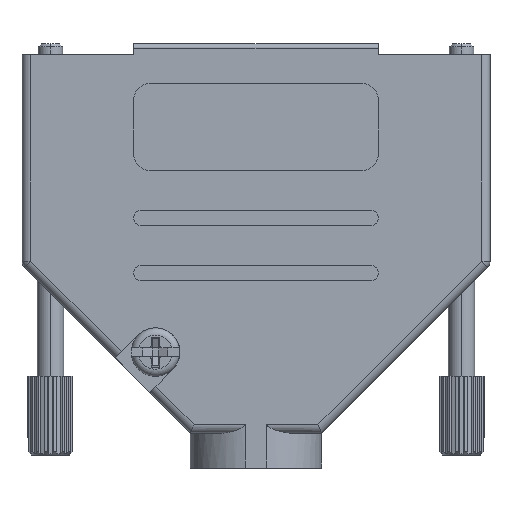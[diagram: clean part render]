
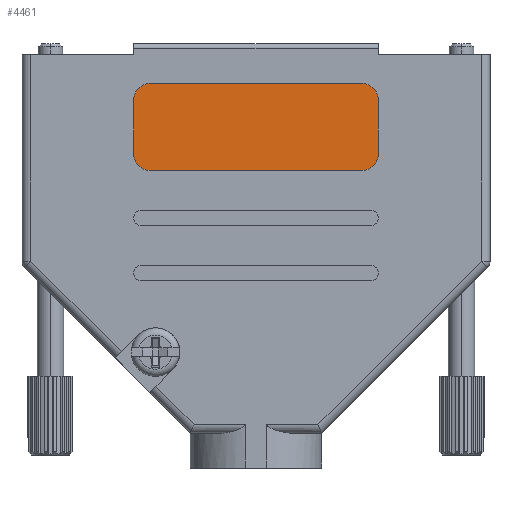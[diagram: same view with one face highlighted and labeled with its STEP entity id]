
A CAD part, front view. The second image highlights one B-rep face of the part: STEP entity #4461.
In plain terms, the highlighted planar face has unit normal (0, -1, 0).
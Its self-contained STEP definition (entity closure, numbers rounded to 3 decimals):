
#270 = EDGE_CURVE ( 'NONE', #4870, #14241, #8868, .T. ) ;
#327 = EDGE_CURVE ( 'NONE', #834, #3594, #11253, .T. ) ;
#337 = DIRECTION ( 'NONE',  ( 0., 0., 1. ) ) ;
#420 = ORIENTED_EDGE ( 'NONE', *, *, #10817, .T. ) ;
#429 = AXIS2_PLACEMENT_3D ( 'NONE', #9980, #2063, #15037 ) ;
#501 = CARTESIAN_POINT ( 'NONE',  ( 12., -7.1, -6.5 ) ) ;
#774 = ORIENTED_EDGE ( 'NONE', *, *, #7620, .T. ) ;
#775 = CARTESIAN_POINT ( 'NONE',  ( -12., -7.1, -12.5 ) ) ;
#834 = VERTEX_POINT ( 'NONE', #3250 ) ;
#1477 = VERTEX_POINT ( 'NONE', #5064 ) ;
#2063 = DIRECTION ( 'NONE',  ( 0., -1., 0. ) ) ;
#2069 = CARTESIAN_POINT ( 'NONE',  ( 14., -7.1, -12.5 ) ) ;
#2652 = DIRECTION ( 'NONE',  ( 0., -1., 0. ) ) ;
#3102 = ORIENTED_EDGE ( 'NONE', *, *, #327, .T. ) ;
#3250 = CARTESIAN_POINT ( 'NONE',  ( 12., -7.1, -14.5 ) ) ;
#3274 = AXIS2_PLACEMENT_3D ( 'NONE', #775, #14760, #13453 ) ;
#3515 = ORIENTED_EDGE ( 'NONE', *, *, #13896, .T. ) ;
#3594 = VERTEX_POINT ( 'NONE', #2069 ) ;
#3669 = VERTEX_POINT ( 'NONE', #8711 ) ;
#3750 = AXIS2_PLACEMENT_3D ( 'NONE', #501, #15639, #9354 ) ;
#3770 = DIRECTION ( 'NONE',  ( -1., 0., 0. ) ) ;
#4189 = CARTESIAN_POINT ( 'NONE',  ( 14., -7.1, -6.5 ) ) ;
#4362 = CIRCLE ( 'NONE', #5961, 2. ) ;
#4366 = CARTESIAN_POINT ( 'NONE',  ( 12., -7.1, -14.5 ) ) ;
#4461 = ADVANCED_FACE ( 'NONE', ( #6862 ), #8266, .F. ) ;
#4769 = LINE ( 'NONE', #8757, #11794 ) ;
#4870 = VERTEX_POINT ( 'NONE', #13902 ) ;
#5064 = CARTESIAN_POINT ( 'NONE',  ( 14., -7.1, -6.5 ) ) ;
#5644 = EDGE_CURVE ( 'NONE', #6297, #7492, #6180, .T. ) ;
#5961 = AXIS2_PLACEMENT_3D ( 'NONE', #9068, #2652, #6569 ) ;
#6180 = LINE ( 'NONE', #10998, #16099 ) ;
#6297 = VERTEX_POINT ( 'NONE', #9471 ) ;
#6569 = DIRECTION ( 'NONE',  ( 0., 0., 1. ) ) ;
#6862 = FACE_OUTER_BOUND ( 'NONE', #12454, .T. ) ;
#7103 = CIRCLE ( 'NONE', #429, 2. ) ;
#7492 = VERTEX_POINT ( 'NONE', #9238 ) ;
#7620 = EDGE_CURVE ( 'NONE', #14241, #834, #9527, .T. ) ;
#8266 = PLANE ( 'NONE',  #3750 ) ;
#8711 = CARTESIAN_POINT ( 'NONE',  ( -14., -7.1, -6.5 ) ) ;
#8757 = CARTESIAN_POINT ( 'NONE',  ( -14., -7.1, -6.5 ) ) ;
#8868 = CIRCLE ( 'NONE', #3274, 2. ) ;
#9020 = LINE ( 'NONE', #4189, #14814 ) ;
#9068 = CARTESIAN_POINT ( 'NONE',  ( 12., -7.1, -6.5 ) ) ;
#9238 = CARTESIAN_POINT ( 'NONE',  ( -12., -7.1, -4.5 ) ) ;
#9354 = DIRECTION ( 'NONE',  ( 0., 0., 1. ) ) ;
#9471 = CARTESIAN_POINT ( 'NONE',  ( 12., -7.1, -4.5 ) ) ;
#9527 = LINE ( 'NONE', #4366, #13542 ) ;
#9562 = ORIENTED_EDGE ( 'NONE', *, *, #15751, .T. ) ;
#9622 = DIRECTION ( 'NONE',  ( 0., 0., 1. ) ) ;
#9980 = CARTESIAN_POINT ( 'NONE',  ( -12., -7.1, -6.5 ) ) ;
#10817 = EDGE_CURVE ( 'NONE', #7492, #3669, #7103, .T. ) ;
#10998 = CARTESIAN_POINT ( 'NONE',  ( 12., -7.1, -4.5 ) ) ;
#11108 = CARTESIAN_POINT ( 'NONE',  ( 12., -7.1, -12.5 ) ) ;
#11253 = CIRCLE ( 'NONE', #14953, 2. ) ;
#11794 = VECTOR ( 'NONE', #12416, 1000. ) ;
#11895 = ORIENTED_EDGE ( 'NONE', *, *, #12384, .T. ) ;
#12012 = DIRECTION ( 'NONE',  ( 1., 0., 0. ) ) ;
#12384 = EDGE_CURVE ( 'NONE', #3594, #1477, #9020, .T. ) ;
#12416 = DIRECTION ( 'NONE',  ( 0., 0., -1. ) ) ;
#12454 = EDGE_LOOP ( 'NONE', ( #3515, #13708, #420, #9562, #16127, #774, #3102, #11895 ) ) ;
#13453 = DIRECTION ( 'NONE',  ( 0., 0., 1. ) ) ;
#13542 = VECTOR ( 'NONE', #12012, 1000. ) ;
#13634 = CARTESIAN_POINT ( 'NONE',  ( -12., -7.1, -14.5 ) ) ;
#13708 = ORIENTED_EDGE ( 'NONE', *, *, #5644, .T. ) ;
#13896 = EDGE_CURVE ( 'NONE', #1477, #6297, #4362, .T. ) ;
#13902 = CARTESIAN_POINT ( 'NONE',  ( -14., -7.1, -12.5 ) ) ;
#14241 = VERTEX_POINT ( 'NONE', #13634 ) ;
#14760 = DIRECTION ( 'NONE',  ( 0., -1., 0. ) ) ;
#14814 = VECTOR ( 'NONE', #337, 1000. ) ;
#14953 = AXIS2_PLACEMENT_3D ( 'NONE', #11108, #16155, #9622 ) ;
#15037 = DIRECTION ( 'NONE',  ( 0., 0., 1. ) ) ;
#15639 = DIRECTION ( 'NONE',  ( 0., 1., 0. ) ) ;
#15751 = EDGE_CURVE ( 'NONE', #3669, #4870, #4769, .T. ) ;
#16099 = VECTOR ( 'NONE', #3770, 1000. ) ;
#16127 = ORIENTED_EDGE ( 'NONE', *, *, #270, .T. ) ;
#16155 = DIRECTION ( 'NONE',  ( 0., -1., 0. ) ) ;
